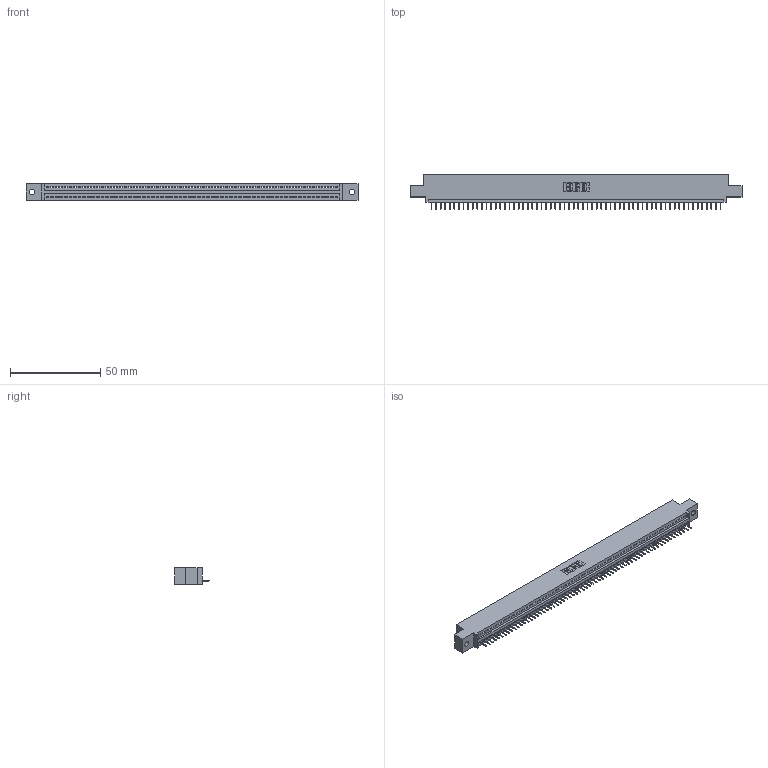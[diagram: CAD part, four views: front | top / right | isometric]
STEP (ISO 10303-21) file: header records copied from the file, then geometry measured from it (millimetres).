
FILE_DESCRIPTION (( 'STEP AP203' ), '1' );
FILE_NAME ('395-064-524-402.STEP', '2019-10-25T01:31:20', ( '' ), ( '' ), 'SwSTEP 2.0', 'SolidWorks 2016', '' );
FILE_SCHEMA (( 'CONFIG_CONTROL_DESIGN' ));
Length unit declared in the file: inch
Products named in the file (3): 395-064-524-402; 345-292-001_345-293-124; 345 Part_0.110 Offset - 0.128 Dia
Assembly tree (65 placements, depth 2):
  395-064-524-402
    345 Part_0.110 Offset - 0.128 Dia
    345-292-001_345-293-124  x64
Bounding box: 183.77 x 19.35 x 9.4 mm (x, y, z)
Volume: 17271.9 mm3; surface area: 22253.8 mm2
Topology: 65 solids, 65 shells, 4098 faces, 11873 edges, 7658 vertices
Faces by surface type: plane 3028, cylinder 1070
Entity records: 45415 total; most frequent: CARTESIAN_POINT 7872, ORIENTED_EDGE 7870, DIRECTION 6843, EDGE_CURVE 3935, LINE 3551, VECTOR 3551, VERTEX_POINT 2618, AXIS2_PLACEMENT_3D 1646
